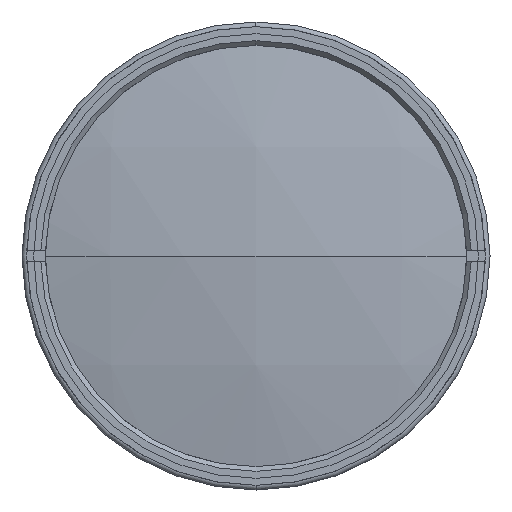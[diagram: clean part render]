
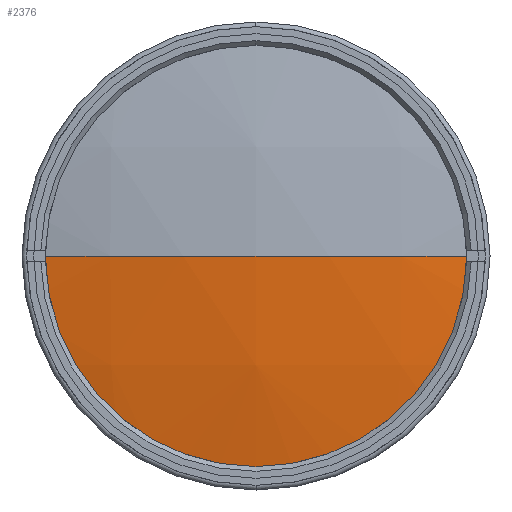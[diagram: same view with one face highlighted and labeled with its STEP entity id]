
A CAD part, left-side view. The second image highlights one B-rep face of the part: STEP entity #2376.
In plain terms, the highlighted spherical face has radius 224 mm.
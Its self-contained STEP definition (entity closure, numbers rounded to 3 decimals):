
#2085 = VERTEX_POINT ( 'NONE', #6709 ) ;
#2086 = VERTEX_POINT ( 'NONE', #6710 ) ;
#2087 = VERTEX_POINT ( 'NONE', #6711 ) ;
#2376 = ADVANCED_FACE ( 'NONE', ( #12793 ), #12796, .T. ) ;
#2704 = CARTESIAN_POINT ( 'NONE',  ( -38.581, 0., 0. ) ) ;
#2705 = DIRECTION ( 'NONE',  ( 0., 0., -1. ) ) ;
#2706 = DIRECTION ( 'NONE',  ( 0., 1., 0. ) ) ;
#2707 = CARTESIAN_POINT ( 'NONE',  ( -257.701, 0., 0. ) ) ;
#2708 = DIRECTION ( 'NONE',  ( -1., 0., 0. ) ) ;
#2709 = DIRECTION ( 'NONE',  ( 0., 0., 1. ) ) ;
#2710 = CARTESIAN_POINT ( 'NONE',  ( -38.581, 0., 0. ) ) ;
#2711 = DIRECTION ( 'NONE',  ( 0., 0., 1. ) ) ;
#2712 = DIRECTION ( 'NONE',  ( 0., -1., 0. ) ) ;
#2899 = CIRCLE ( 'NONE', #2926, 224. ) ;
#2906 = CIRCLE ( 'NONE', #2930, 224. ) ;
#2926 = AXIS2_PLACEMENT_3D ( 'NONE', #2704, #2705, #2706 ) ;
#2927 = CIRCLE ( 'NONE', #2928, 46.5 ) ;
#2928 = AXIS2_PLACEMENT_3D ( 'NONE', #2707, #2708, #2709 ) ;
#2930 = AXIS2_PLACEMENT_3D ( 'NONE', #2710, #2711, #2712 ) ;
#2977 = EDGE_LOOP ( 'NONE', ( #3140, #3138, #3139 ) ) ;
#3138 = ORIENTED_EDGE ( 'NONE', *, *, #4377, .T. ) ;
#3139 = ORIENTED_EDGE ( 'NONE', *, *, #4379, .F. ) ;
#3140 = ORIENTED_EDGE ( 'NONE', *, *, #4378, .T. ) ;
#4377 = EDGE_CURVE ( 'NONE', #2087, #2085, #2899, .T. ) ;
#4378 = EDGE_CURVE ( 'NONE', #2086, #2087, #2927, .T. ) ;
#4379 = EDGE_CURVE ( 'NONE', #2086, #2085, #2906, .T. ) ;
#6709 = CARTESIAN_POINT ( 'NONE',  ( -262.581, 0., 0. ) ) ;
#6710 = CARTESIAN_POINT ( 'NONE',  ( -257.701, 46.5, 0. ) ) ;
#6711 = CARTESIAN_POINT ( 'NONE',  ( -257.701, -46.5, 0. ) ) ;
#8071 = CARTESIAN_POINT ( 'NONE',  ( -38.581, 0., 0. ) ) ;
#8072 = DIRECTION ( 'NONE',  ( 0., 0., -1. ) ) ;
#8073 = DIRECTION ( 'NONE',  ( 0., 1., 0. ) ) ;
#12356 = AXIS2_PLACEMENT_3D ( 'NONE', #8071, #8072, #8073 ) ;
#12793 = FACE_OUTER_BOUND ( 'NONE', #2977, .T. ) ;
#12796 = SPHERICAL_SURFACE ( 'NONE', #12356, 224. ) ;
